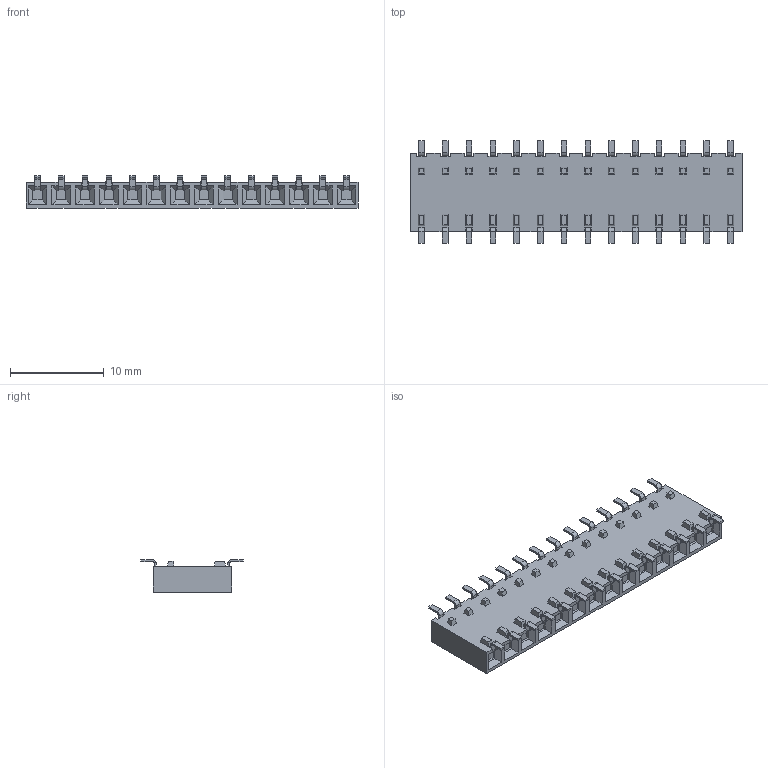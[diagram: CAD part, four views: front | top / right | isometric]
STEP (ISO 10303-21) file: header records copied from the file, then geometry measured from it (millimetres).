
FILE_DESCRIPTION((''),'2;1');
FILE_NAME('71607-Y14_SW0001','2009-09-18T',('sspandia'),('FCI - ELX Division'),'PRO/ENGINEER BY PARAMETRIC TECHNOLOGY CORPORATION, 2008010','PRO/ENGINEER BY PARAMETRIC TECHNOLOGY CORPORATION, 2008010','');
FILE_SCHEMA(('CONFIG_CONTROL_DESIGN'));
Length unit declared in the file: millimetre
Products named in the file (1): 71607-Y14_SW0001
Bounding box: 35.48 x 10.94 x 3.47 mm (x, y, z)
Volume: 731.1 mm3; surface area: 1252.6 mm2
Topology: 1 solids, 1 shells, 1406 faces, 3638 edges, 2220 vertices
Faces by surface type: plane 1280, cylinder 126
Entity records: 41592 total; most frequent: ORIENTED_EDGE 7276, CARTESIAN_POINT 7264, DIRECTION 6702, EDGE_CURVE 3638, VECTOR 3386, LINE 3386, VERTEX_POINT 2220, AXIS2_PLACEMENT_3D 1658
